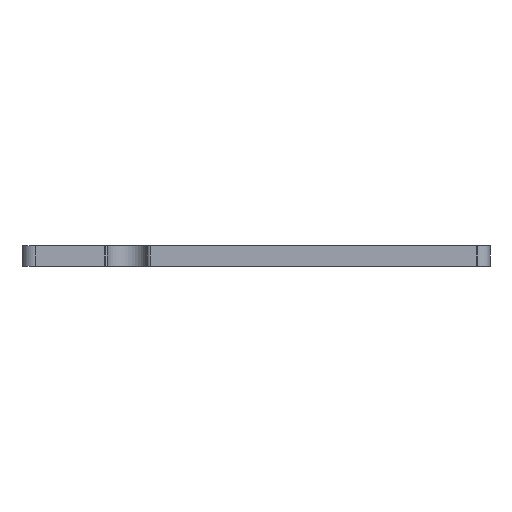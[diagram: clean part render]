
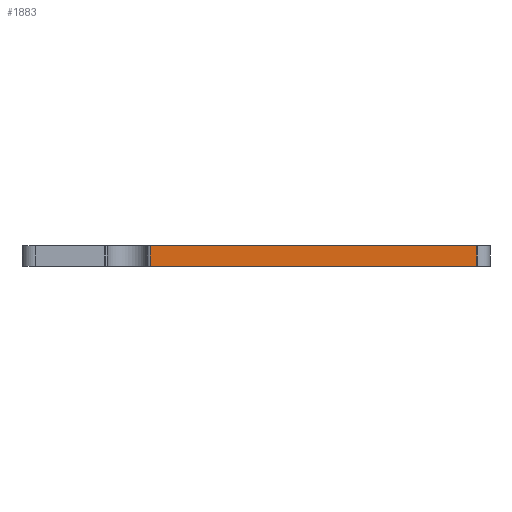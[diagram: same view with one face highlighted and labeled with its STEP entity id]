
A CAD part, left-side view. The second image highlights one B-rep face of the part: STEP entity #1883.
In plain terms, the highlighted planar face has unit normal (-1, 0, 0).
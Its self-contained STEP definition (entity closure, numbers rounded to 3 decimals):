
#213 = VERTEX_POINT('',#214);
#214 = CARTESIAN_POINT('',(-29.,7.9,0.));
#221 = EDGE_CURVE('',#222,#213,#224,.T.);
#222 = VERTEX_POINT('',#223);
#223 = CARTESIAN_POINT('',(-29.,-16.5,0.));
#224 = LINE('',#225,#226);
#225 = CARTESIAN_POINT('',(-29.,-16.5,0.));
#226 = VECTOR('',#227,1.);
#227 = DIRECTION('',(0.,1.,0.));
#932 = VERTEX_POINT('',#933);
#933 = CARTESIAN_POINT('',(-29.,7.9,1.51));
#940 = EDGE_CURVE('',#941,#932,#943,.T.);
#941 = VERTEX_POINT('',#942);
#942 = CARTESIAN_POINT('',(-29.,-16.5,1.51));
#943 = LINE('',#944,#945);
#944 = CARTESIAN_POINT('',(-29.,-16.5,1.51));
#945 = VECTOR('',#946,1.);
#946 = DIRECTION('',(0.,1.,0.));
#1853 = EDGE_CURVE('',#213,#932,#1854,.T.);
#1854 = LINE('',#1855,#1856);
#1855 = CARTESIAN_POINT('',(-29.,7.9,0.));
#1856 = VECTOR('',#1857,1.);
#1857 = DIRECTION('',(0.,0.,1.));
#1883 = ADVANCED_FACE('',(#1884),#1895,.T.);
#1884 = FACE_BOUND('',#1885,.T.);
#1885 = EDGE_LOOP('',(#1886,#1892,#1893,#1894));
#1886 = ORIENTED_EDGE('',*,*,#1887,.T.);
#1887 = EDGE_CURVE('',#222,#941,#1888,.T.);
#1888 = LINE('',#1889,#1890);
#1889 = CARTESIAN_POINT('',(-29.,-16.5,0.));
#1890 = VECTOR('',#1891,1.);
#1891 = DIRECTION('',(0.,0.,1.));
#1892 = ORIENTED_EDGE('',*,*,#940,.T.);
#1893 = ORIENTED_EDGE('',*,*,#1853,.F.);
#1894 = ORIENTED_EDGE('',*,*,#221,.F.);
#1895 = PLANE('',#1896);
#1896 = AXIS2_PLACEMENT_3D('',#1897,#1898,#1899);
#1897 = CARTESIAN_POINT('',(-29.,-16.5,0.));
#1898 = DIRECTION('',(-1.,0.,0.));
#1899 = DIRECTION('',(0.,1.,0.));
